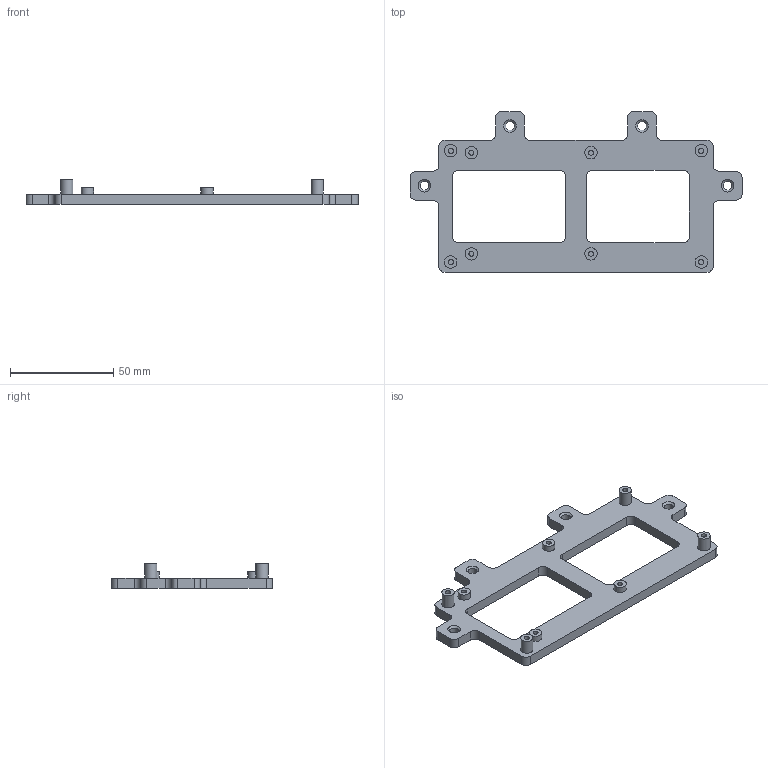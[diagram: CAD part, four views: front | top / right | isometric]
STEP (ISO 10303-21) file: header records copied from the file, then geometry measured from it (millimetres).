
FILE_DESCRIPTION(('FreeCAD Model'),'2;1');
FILE_NAME('Open CASCADE Shape Model','2021-03-29T08:31:56',(''),(''), 'Open CASCADE STEP processor 7.5','FreeCAD','Unknown');
FILE_SCHEMA(('AUTOMOTIVE_DESIGN { 1 0 10303 214 1 1 1 1 }'));
Length unit declared in the file: millimetre
Products named in the file (2): Part; Body
Assembly tree (1 placements, depth 2):
  Part
    Body
Bounding box: 161 x 78 x 12 mm (x, y, z)
Volume: 28598.9 mm3; surface area: 16811.4 mm2
Topology: 1 solids, 1 shells, 98 faces, 236 edges, 156 vertices
Faces by surface type: cylinder 48, plane 46, cone 4
Full cylindrical faces by diameter (mm): 2.4 x4, 2.6 x4, 4.3 x4, 6 x8
Entity records: 6116 total; most frequent: CARTESIAN_POINT 1156, DIRECTION 976, LINE 512, VECTOR 512, ORIENTED_EDGE 472, PCURVE 472, DEFINITIONAL_REPRESENTATION 472, EDGE_CURVE 236
